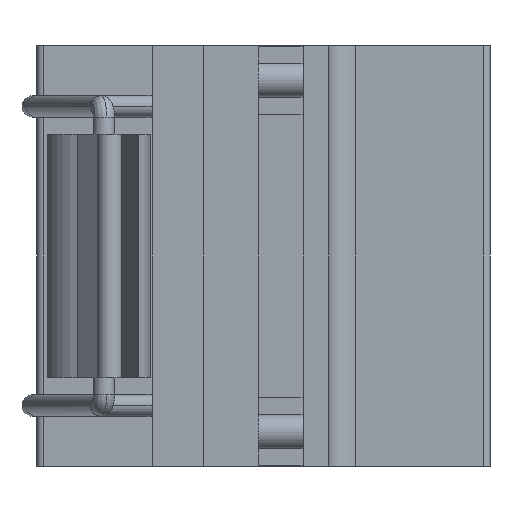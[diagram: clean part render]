
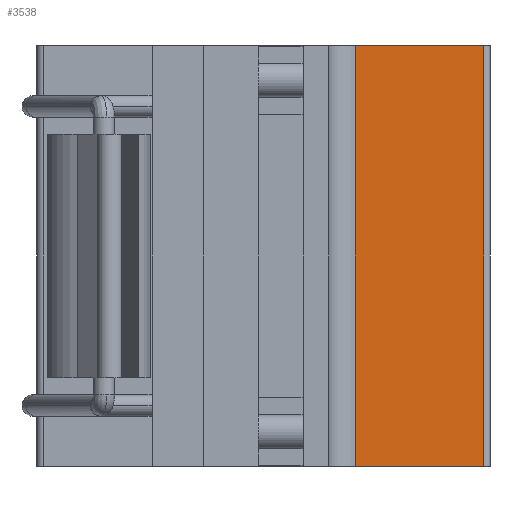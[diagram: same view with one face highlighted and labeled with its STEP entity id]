
A CAD part, front view. The second image highlights one B-rep face of the part: STEP entity #3538.
In plain terms, the highlighted planar face has unit normal (0, -1, 0).
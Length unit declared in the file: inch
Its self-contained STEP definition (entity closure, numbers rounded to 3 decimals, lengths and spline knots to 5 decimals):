
#253=DIRECTION('',(1.,0.,0.));
#254=VECTOR('',#253,0.30025);
#255=CARTESIAN_POINT('',(0.21475,-0.69098,-0.49213));
#256=LINE('',#255,#254);
#927=DIRECTION('',(0.,0.,1.));
#928=VECTOR('',#927,0.98425);
#929=CARTESIAN_POINT('',(0.515,-0.69098,-0.49213));
#930=LINE('',#929,#928);
#934=DIRECTION('',(0.,0.,1.));
#935=VECTOR('',#934,0.98425);
#936=CARTESIAN_POINT('',(0.21475,-0.69098,-0.49213));
#937=LINE('',#936,#935);
#1679=DIRECTION('',(1.,0.,0.));
#1680=VECTOR('',#1679,0.30025);
#1681=CARTESIAN_POINT('',(0.21475,-0.69098,0.49213));
#1682=LINE('',#1681,#1680);
#2348=CARTESIAN_POINT('',(0.21475,-0.69098,-0.49213));
#2349=VERTEX_POINT('',#2348);
#2350=CARTESIAN_POINT('',(0.515,-0.69098,-0.49213));
#2351=VERTEX_POINT('',#2350);
#2502=CARTESIAN_POINT('',(0.21475,-0.69098,0.49213));
#2503=VERTEX_POINT('',#2502);
#2504=CARTESIAN_POINT('',(0.515,-0.69098,0.49213));
#2505=VERTEX_POINT('',#2504);
#3525=CARTESIAN_POINT('',(0.21475,-0.69098,-0.49213));
#3526=DIRECTION('',(0.,-1.,0.));
#3527=DIRECTION('',(1.,0.,0.));
#3528=AXIS2_PLACEMENT_3D('',#3525,#3526,#3527);
#3529=PLANE('',#3528);
#3530=ORIENTED_EDGE('',*,*,#2769,.F.);
#3532=ORIENTED_EDGE('',*,*,#3531,.T.);
#3534=ORIENTED_EDGE('',*,*,#3533,.T.);
#3535=ORIENTED_EDGE('',*,*,#3517,.F.);
#3536=EDGE_LOOP('',(#3530,#3532,#3534,#3535));
#3537=FACE_OUTER_BOUND('',#3536,.F.);
#2769=EDGE_CURVE('',#2349,#2351,#256,.T.);
#3517=EDGE_CURVE('',#2351,#2505,#930,.T.);
#3531=EDGE_CURVE('',#2349,#2503,#937,.T.);
#3533=EDGE_CURVE('',#2503,#2505,#1682,.T.);
#3538=ADVANCED_FACE('',(#3537),#3529,.T.);
